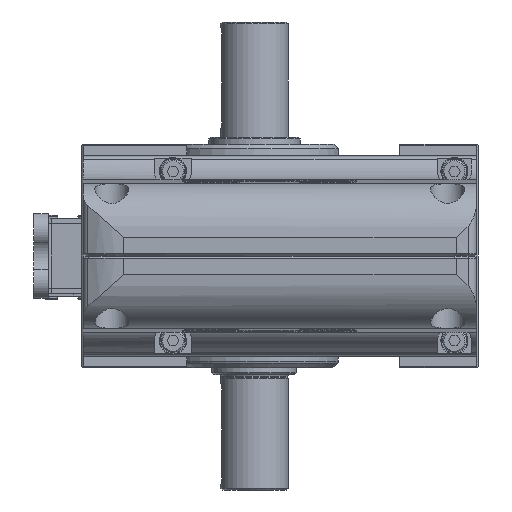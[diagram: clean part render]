
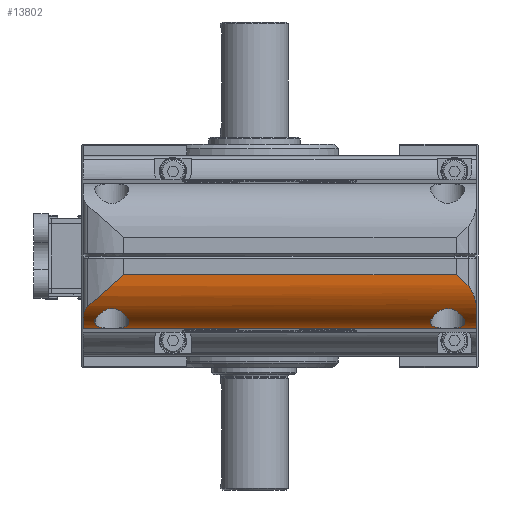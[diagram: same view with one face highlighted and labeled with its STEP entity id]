
A CAD part, left-side view. The second image highlights one B-rep face of the part: STEP entity #13802.
In plain terms, the highlighted cylindrical face has radius 16 mm (diameter 32 mm), a partial arc.
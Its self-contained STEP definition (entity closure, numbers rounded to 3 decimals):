
#271=CYLINDRICAL_SURFACE('',#15057,16.);
#514=B_SPLINE_CURVE_WITH_KNOTS('',3,(#23198,#23199,#23200,#23201,#23202,
#23203,#23204,#23205,#23206,#23207,#23208,#23209,#23210,#23211,#23212,#23213,
#23214,#23215,#23216,#23217),.UNSPECIFIED.,.T.,.F.,(1,1,1,1,1,1,1,1,1,1,
1,1,1,1,1,1,1,1,1,1,1,1,1,1),(-0.004,-0.002,
-0.001,0.,0.002,0.004,0.006,
0.008,0.011,0.013,0.015,
0.017,0.019,0.021,0.023,
0.025,0.028,0.03,0.032,
0.033,0.034,0.036,0.038,
0.04),.UNSPECIFIED.);
#515=B_SPLINE_CURVE_WITH_KNOTS('',3,(#23219,#23220,#23221,#23222),
 .UNSPECIFIED.,.F.,.F.,(4,4),(0.,0.005),.UNSPECIFIED.);
#516=B_SPLINE_CURVE_WITH_KNOTS('',3,(#23227,#23228,#23229,#23230,#23231,
#23232),.UNSPECIFIED.,.F.,.F.,(4,1,1,4),(0.,0.007,0.011,
0.014),.UNSPECIFIED.);
#517=B_SPLINE_CURVE_WITH_KNOTS('',3,(#23234,#23235,#23236,#23237,#23238),
 .UNSPECIFIED.,.F.,.F.,(4,1,4),(0.,0.002,
0.004),.UNSPECIFIED.);
#518=B_SPLINE_CURVE_WITH_KNOTS('',3,(#23246,#23247,#23248,#23249,#23250,
#23251,#23252,#23253),.UNSPECIFIED.,.F.,.F.,(4,1,1,1,1,4),(0.,
0.002,0.004,0.006,0.007,
0.008),.UNSPECIFIED.);
#519=B_SPLINE_CURVE_WITH_KNOTS('',3,(#23254,#23255,#23256,#23257,#23258,
#23259,#23260,#23261,#23262,#23263,#23264,#23265,#23266,#23267,#23268,#23269,
#23270,#23271,#23272,#23273,#23274),.UNSPECIFIED.,.T.,.F.,(1,1,1,1,1,1,
1,1,1,1,1,1,1,1,1,1,1,1,1,1,1,1,1,1,1),(-0.006,-0.004,
-0.002,0.,0.002,0.004,0.006,
0.009,0.011,0.013,0.015,
0.016,0.017,0.018,0.019,
0.021,0.023,0.026,0.028,
0.03,0.032,0.034,0.036,
0.038,0.04),.UNSPECIFIED.);
#1145=LINE('',#23225,#2243);
#1146=LINE('',#23242,#2244);
#2243=VECTOR('',#17741,1000.);
#2244=VECTOR('',#17744,1000.);
#4643=ORIENTED_EDGE('',*,*,#7588,.F.);
#4644=ORIENTED_EDGE('',*,*,#7589,.T.);
#4645=ORIENTED_EDGE('',*,*,#7590,.F.);
#4646=ORIENTED_EDGE('',*,*,#7591,.T.);
#4647=ORIENTED_EDGE('',*,*,#7592,.T.);
#4648=ORIENTED_EDGE('',*,*,#7593,.F.);
#4649=ORIENTED_EDGE('',*,*,#7594,.T.);
#4650=ORIENTED_EDGE('',*,*,#7595,.T.);
#4651=ORIENTED_EDGE('',*,*,#7596,.T.);
#4652=ORIENTED_EDGE('',*,*,#7597,.F.);
#7588=EDGE_CURVE('',#9219,#9219,#514,.T.);
#7589=EDGE_CURVE('',#9220,#9221,#515,.T.);
#7590=EDGE_CURVE('',#9222,#9221,#1145,.T.);
#7591=EDGE_CURVE('',#9222,#9223,#516,.F.);
#7592=EDGE_CURVE('',#9223,#9224,#517,.T.);
#7593=EDGE_CURVE('',#9225,#9224,#10237,.T.);
#7594=EDGE_CURVE('',#9225,#9226,#1146,.T.);
#7595=EDGE_CURVE('',#9226,#9227,#10238,.T.);
#7596=EDGE_CURVE('',#9227,#9220,#518,.T.);
#7597=EDGE_CURVE('',#9228,#9228,#519,.T.);
#9219=VERTEX_POINT('',#23218);
#9220=VERTEX_POINT('',#23223);
#9221=VERTEX_POINT('',#23224);
#9222=VERTEX_POINT('',#23226);
#9223=VERTEX_POINT('',#23233);
#9224=VERTEX_POINT('',#23239);
#9225=VERTEX_POINT('',#23241);
#9226=VERTEX_POINT('',#23243);
#9227=VERTEX_POINT('',#23245);
#9228=VERTEX_POINT('',#23275);
#10237=CIRCLE('',#15058,16.);
#10238=CIRCLE('',#15059,16.);
#11037=EDGE_LOOP('',(#4643));
#11038=EDGE_LOOP('',(#4644,#4645,#4646,#4647,#4648,#4649,#4650,#4651));
#11039=EDGE_LOOP('',(#4652));
#12247=FACE_BOUND('',#11037,.T.);
#12248=FACE_BOUND('',#11038,.T.);
#12249=FACE_BOUND('',#11039,.T.);
#13802=ADVANCED_FACE('',(#12247,#12248,#12249),#271,.T.);
#15057=AXIS2_PLACEMENT_3D('',#23197,#17739,#17740);
#15058=AXIS2_PLACEMENT_3D('',#23240,#17742,#17743);
#15059=AXIS2_PLACEMENT_3D('',#23244,#17745,#17746);
#17739=DIRECTION('',(0.,-1.,0.));
#17740=DIRECTION('',(0.,0.,-1.));
#17741=DIRECTION('',(0.,-1.,0.));
#17742=DIRECTION('',(0.,1.,0.));
#17743=DIRECTION('',(1.,0.,0.));
#17744=DIRECTION('',(0.,-1.,0.));
#17745=DIRECTION('',(0.,1.,0.));
#17746=DIRECTION('',(1.,0.,0.));
#23197=CARTESIAN_POINT('',(-140.,58.,-5.5));
#23198=CARTESIAN_POINT('',(-152.42,48.421,-15.589));
#23199=CARTESIAN_POINT('',(-152.58,49.866,-15.385));
#23200=CARTESIAN_POINT('',(-152.177,51.601,-15.902));
#23201=CARTESIAN_POINT('',(-151.116,53.098,-17.054));
#23202=CARTESIAN_POINT('',(-149.675,54.116,-18.296));
#23203=CARTESIAN_POINT('',(-147.93,54.597,-19.453));
#23204=CARTESIAN_POINT('',(-145.976,54.404,-20.392));
#23205=CARTESIAN_POINT('',(-144.131,53.395,-20.988));
#23206=CARTESIAN_POINT('',(-142.817,51.655,-21.258));
#23207=CARTESIAN_POINT('',(-142.346,49.519,-21.326));
#23208=CARTESIAN_POINT('',(-142.801,47.381,-21.261));
#23209=CARTESIAN_POINT('',(-144.101,45.63,-20.996));
#23210=CARTESIAN_POINT('',(-145.945,44.605,-20.404));
#23211=CARTESIAN_POINT('',(-147.902,44.399,-19.469));
#23212=CARTESIAN_POINT('',(-149.665,44.879,-18.304));
#23213=CARTESIAN_POINT('',(-151.105,45.889,-17.063));
#23214=CARTESIAN_POINT('',(-151.993,47.144,-16.103));
#23215=CARTESIAN_POINT('',(-152.42,48.421,-15.589));
#23216=CARTESIAN_POINT('',(-152.58,49.866,-15.385));
#23217=CARTESIAN_POINT('',(-152.177,51.601,-15.902));
#23218=CARTESIAN_POINT('',(-152.5,49.5,-15.487));
#23219=CARTESIAN_POINT('',(-155.686,-55.53,-8.654));
#23220=CARTESIAN_POINT('',(-155.896,-54.358,-7.609));
#23221=CARTESIAN_POINT('',(-156.,-53.179,-6.554));
#23222=CARTESIAN_POINT('',(-156.,-52.,-5.5));
#23223=CARTESIAN_POINT('',(-155.686,-55.53,-8.654));
#23224=CARTESIAN_POINT('',(-156.,-52.,-5.5));
#23225=CARTESIAN_POINT('',(-156.,58.,-5.5));
#23226=CARTESIAN_POINT('',(-156.,46.,-5.5));
#23227=CARTESIAN_POINT('',(-152.967,56.588,-14.873));
#23228=CARTESIAN_POINT('',(-154.014,54.911,-13.425));
#23229=CARTESIAN_POINT('',(-155.127,52.324,-11.145));
#23230=CARTESIAN_POINT('',(-155.876,48.737,-7.948));
#23231=CARTESIAN_POINT('',(-156.,46.9,-6.305));
#23232=CARTESIAN_POINT('',(-156.,46.,-5.5));
#23233=CARTESIAN_POINT('',(-152.967,56.588,-14.873));
#23234=CARTESIAN_POINT('',(-152.967,56.588,-14.873));
#23235=CARTESIAN_POINT('',(-152.672,57.062,-15.282));
#23236=CARTESIAN_POINT('',(-151.918,57.731,-16.235));
#23237=CARTESIAN_POINT('',(-150.945,58.,-17.191));
#23238=CARTESIAN_POINT('',(-150.422,58.,-17.64));
#23239=CARTESIAN_POINT('',(-150.422,58.,-17.64));
#23240=CARTESIAN_POINT('',(-140.,58.,-5.5));
#23241=CARTESIAN_POINT('',(-140.205,58.,-21.499));
#23242=CARTESIAN_POINT('',(-140.205,58.,-21.499));
#23243=CARTESIAN_POINT('',(-140.205,-58.,-21.499));
#23244=CARTESIAN_POINT('',(-140.,-58.,-5.5));
#23245=CARTESIAN_POINT('',(-152.733,-58.,-15.188));
#23246=CARTESIAN_POINT('',(-152.733,-58.,-15.188));
#23247=CARTESIAN_POINT('',(-153.129,-58.,-14.668));
#23248=CARTESIAN_POINT('',(-153.842,-57.85,-13.601));
#23249=CARTESIAN_POINT('',(-154.698,-57.332,-11.911));
#23250=CARTESIAN_POINT('',(-155.214,-56.743,-10.512));
#23251=CARTESIAN_POINT('',(-155.524,-56.14,-9.405));
#23252=CARTESIAN_POINT('',(-155.642,-55.774,-8.872));
#23253=CARTESIAN_POINT('',(-155.686,-55.53,-8.654));
#23254=CARTESIAN_POINT('',(-142.813,-47.353,-21.259));
#23255=CARTESIAN_POINT('',(-142.344,-49.502,-21.326));
#23256=CARTESIAN_POINT('',(-142.811,-51.64,-21.259));
#23257=CARTESIAN_POINT('',(-144.112,-53.378,-20.993));
#23258=CARTESIAN_POINT('',(-145.955,-54.398,-20.4));
#23259=CARTESIAN_POINT('',(-147.916,-54.6,-19.461));
#23260=CARTESIAN_POINT('',(-149.675,-54.116,-18.296));
#23261=CARTESIAN_POINT('',(-151.114,-53.101,-17.054));
#23262=CARTESIAN_POINT('',(-151.998,-51.848,-16.098));
#23263=CARTESIAN_POINT('',(-152.422,-50.567,-15.586));
#23264=CARTESIAN_POINT('',(-152.539,-49.495,-15.438));
#23265=CARTESIAN_POINT('',(-152.42,-48.424,-15.588));
#23266=CARTESIAN_POINT('',(-151.995,-47.148,-16.101));
#23267=CARTESIAN_POINT('',(-151.112,-45.894,-17.058));
#23268=CARTESIAN_POINT('',(-149.664,-44.88,-18.304));
#23269=CARTESIAN_POINT('',(-147.922,-44.402,-19.457));
#23270=CARTESIAN_POINT('',(-145.961,-44.6,-20.398));
#23271=CARTESIAN_POINT('',(-144.119,-45.616,-20.991));
#23272=CARTESIAN_POINT('',(-142.813,-47.353,-21.259));
#23273=CARTESIAN_POINT('',(-142.344,-49.502,-21.326));
#23274=CARTESIAN_POINT('',(-142.811,-51.64,-21.259));
#23275=CARTESIAN_POINT('',(-142.5,-49.5,-21.303));
